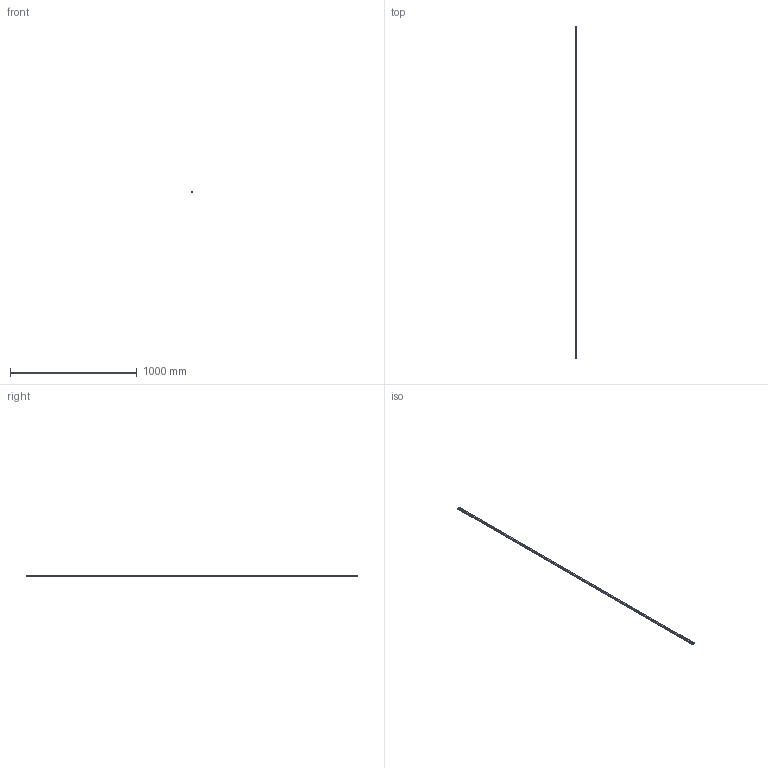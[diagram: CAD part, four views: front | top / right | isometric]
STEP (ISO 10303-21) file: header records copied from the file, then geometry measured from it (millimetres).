
FILE_DESCRIPTION(('STEP AP214'),'1');
FILE_NAME('cctmp_F4575E70-CC5A-468E-8661-481EB152E511_2021_02_02_13_37_00_0294..stp','2021-02-02T12:37:00',('HIWIN GmbH'),('CADClick - www.CADClick.com'),'Spatial InterOp 3D',' ','unknown authorization');
FILE_SCHEMA(('AUTOMOTIVE_DESIGN'));
Length unit declared in the file: millimetre
Products named in the file (1): EGR15U2620C_FILE
Bounding box: 15 x 2620 x 12.5 mm (x, y, z)
Volume: 417261.1 mm3; surface area: 159673.8 mm2
Topology: 1 solids, 1 shells, 543 faces, 1347 edges, 898 vertices
Faces by surface type: cylinder 282, plane 261
Entity records: 20869 total; most frequent: DIRECTION 3175, CARTESIAN_POINT 2789, ORIENTED_EDGE 2694, EDGE_CURVE 1347, AXIS2_PLACEMENT_3D 1284, VERTEX_POINT 898, EDGE_LOOP 635, LINE 607
